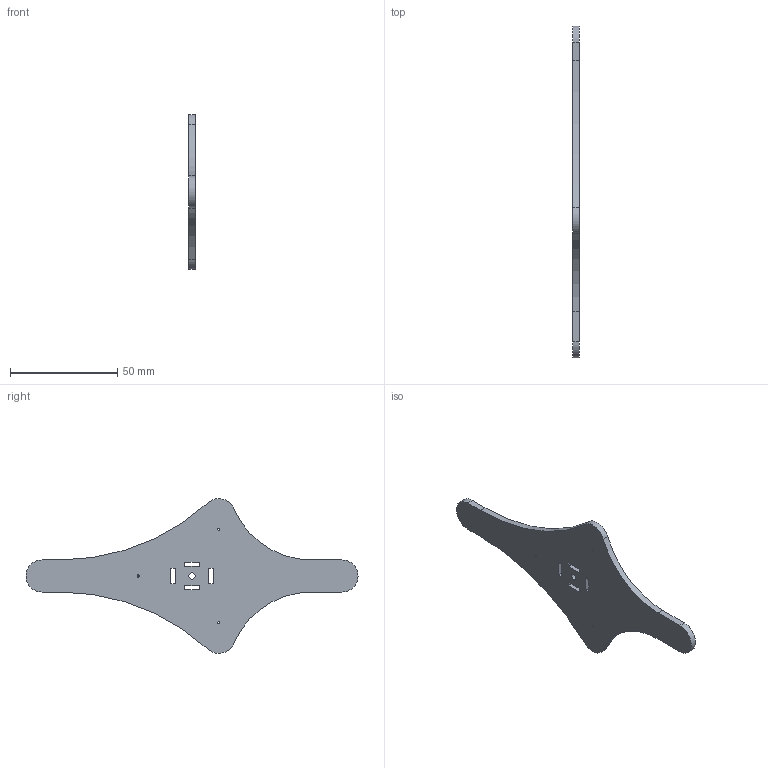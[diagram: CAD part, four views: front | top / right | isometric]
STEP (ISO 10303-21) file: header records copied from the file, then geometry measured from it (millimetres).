
FILE_DESCRIPTION(/* description */ (''),/* implementation_level */ '2;1');
FILE_NAME(/* name */ 'DryRoastedRib.stp',/* time_stamp */ '2014-11-09T12:33:15-08:00',/* author */ ('Ryan'),/* organization */ (''),/* preprocessor_version */ 'ST-DEVELOPER v15.6',/* originating_system */ 'Autodesk Inventor 2015',/* authorisation */ '');
FILE_SCHEMA (('AUTOMOTIVE_DESIGN { 1 0 10303 214 3 1 1 }'));
Length unit declared in the file: millimetre
Products named in the file (1): DryRoastedRib
Bounding box: 3 x 155 x 72.28 mm (x, y, z)
Volume: 13542.8 mm3; surface area: 10396.8 mm2
Topology: 1 solids, 1 shells, 34 faces, 99 edges, 67 vertices
Faces by surface type: plane 22, cylinder 12
Full cylindrical faces by diameter (mm): 1 x3, 2.85 x1
Entity records: 1140 total; most frequent: CARTESIAN_POINT 191, DIRECTION 186, ORIENTED_EDGE 184, EDGE_CURVE 92, LINE 68, VECTOR 68, VERTEX_POINT 64, AXIS2_PLACEMENT_3D 59
